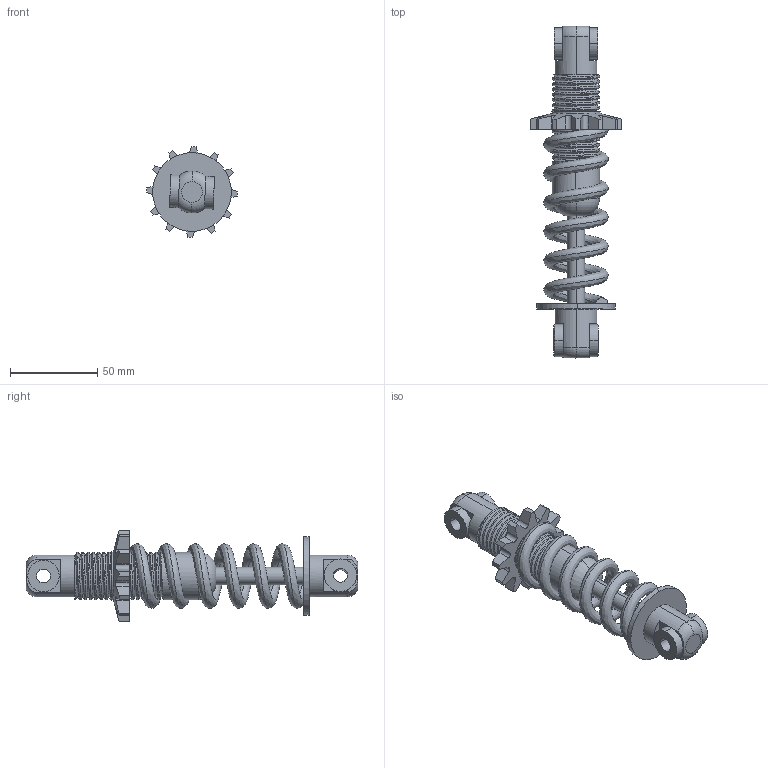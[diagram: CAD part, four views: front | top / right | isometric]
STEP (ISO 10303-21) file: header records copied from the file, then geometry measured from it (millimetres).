
FILE_DESCRIPTION (( 'STEP AP214' ), '1' );
FILE_NAME ('Assembly.STEP', '2020-11-25T11:58:18', ( '' ), ( '' ), 'SwSTEP 2.0', 'SolidWorks 2016', '' );
FILE_SCHEMA (( 'AUTOMOTIVE_DESIGN' ));
Length unit declared in the file: millimetre
Products named in the file (5): UpperBody; Assembly; Spring; Screw; Base
Assembly tree (4 placements, depth 2):
  Assembly
    UpperBody
    Base
    Screw
    Spring
Bounding box: 52 x 189.96 x 52 mm (x, y, z)
Volume: 101169.3 mm3; surface area: 41171.7 mm2
Topology: 4 solids, 4 shells, 167 faces, 443 edges, 290 vertices
Faces by surface type: cylinder 102, plane 51, torus 6, bspline 6, cone 2
Entity records: 18556 total; most frequent: CARTESIAN_POINT 13190, ORIENTED_EDGE 886, DIRECTION 738, EDGE_CURVE 443, VERTEX_POINT 290, AXIS2_PLACEMENT_3D 287, EDGE_LOOP 179, ADVANCED_FACE 167
